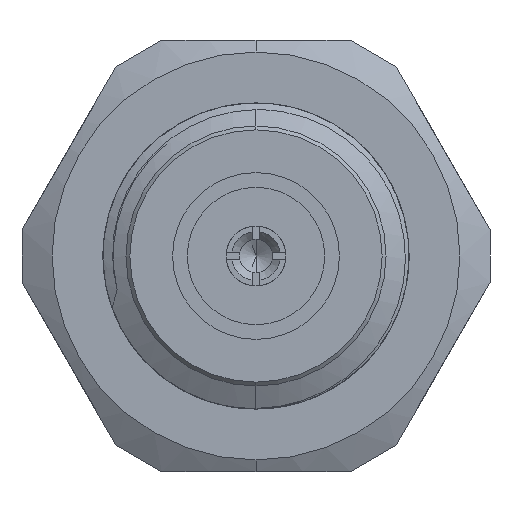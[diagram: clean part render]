
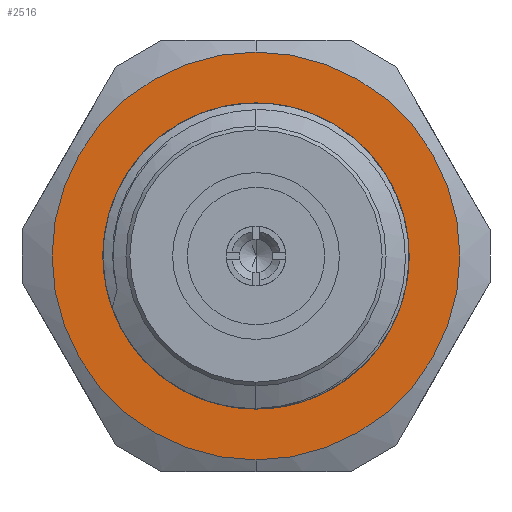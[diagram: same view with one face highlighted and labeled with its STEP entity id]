
A CAD part, left-side view. The second image highlights one B-rep face of the part: STEP entity #2516.
In plain terms, the highlighted planar face has unit normal (-1, 0, 0).
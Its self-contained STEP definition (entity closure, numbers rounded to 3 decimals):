
#381=CARTESIAN_POINT('',(-3.75,0.,0.));
#382=DIRECTION('',(1.,0.,0.));
#383=DIRECTION('',(0.,0.,-1.));
#384=AXIS2_PLACEMENT_3D('',#381,#382,#383);
#386=CARTESIAN_POINT('',(-3.75,0.,0.));
#387=DIRECTION('',(-1.,0.,0.));
#388=DIRECTION('',(0.,0.,-1.));
#389=AXIS2_PLACEMENT_3D('',#386,#387,#388);
#399=CARTESIAN_POINT('',(-3.75,0.,0.));
#400=DIRECTION('',(-1.,0.,0.));
#401=DIRECTION('',(0.,0.,-1.));
#402=AXIS2_PLACEMENT_3D('',#399,#400,#401);
#404=CARTESIAN_POINT('',(-3.75,0.,0.));
#405=DIRECTION('',(1.,0.,0.));
#406=DIRECTION('',(0.,0.,-1.));
#407=AXIS2_PLACEMENT_3D('',#404,#405,#406);
#1779=CARTESIAN_POINT('',(-3.75,0.,-6.659));
#1781=VERTEX_POINT('',#1779);
#1797=CARTESIAN_POINT('',(-3.75,0.,6.659));
#1799=VERTEX_POINT('',#1797);
#1805=CARTESIAN_POINT('',(-3.75,0.,-10.392));
#1806=CARTESIAN_POINT('',(-3.75,0.,10.392));
#1807=VERTEX_POINT('',#1805);
#1808=VERTEX_POINT('',#1806);
#2501=CARTESIAN_POINT('',(-3.75,0.,0.));
#2502=DIRECTION('',(1.,0.,0.));
#2503=DIRECTION('',(0.,0.,1.));
#2504=AXIS2_PLACEMENT_3D('',#2501,#2502,#2503);
#2505=PLANE('',#2504);
#2506=ORIENTED_EDGE('',*,*,#2495,.T.);
#2507=ORIENTED_EDGE('',*,*,#2474,.F.);
#2508=EDGE_LOOP('',(#2506,#2507));
#2509=FACE_OUTER_BOUND('',#2508,.F.);
#2511=ORIENTED_EDGE('',*,*,#2510,.T.);
#2513=ORIENTED_EDGE('',*,*,#2512,.F.);
#2514=EDGE_LOOP('',(#2511,#2513));
#2515=FACE_BOUND('',#2514,.F.);
#385=CIRCLE('',#384,10.392);
#390=CIRCLE('',#389,10.392);
#403=CIRCLE('',#402,6.659);
#408=CIRCLE('',#407,6.659);
#2474=EDGE_CURVE('',#1807,#1808,#390,.T.);
#2495=EDGE_CURVE('',#1807,#1808,#385,.T.);
#2510=EDGE_CURVE('',#1781,#1799,#403,.T.);
#2512=EDGE_CURVE('',#1781,#1799,#408,.T.);
#2516=ADVANCED_FACE('',(#2509,#2515),#2505,.F.);
